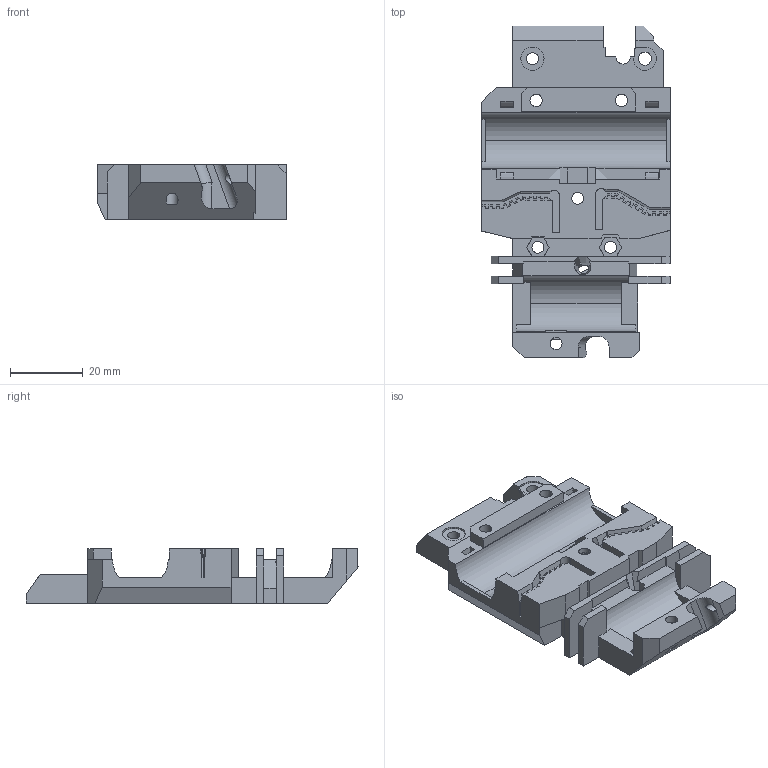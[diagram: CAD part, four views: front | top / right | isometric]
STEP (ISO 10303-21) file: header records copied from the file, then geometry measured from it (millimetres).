
FILE_DESCRIPTION (( 'STEP AP214' ), '1' );
FILE_NAME ('x-carriage_R4.STEP', '2019-02-17T20:01:12', ( '' ), ( '' ), 'SwSTEP 2.0', 'SolidWorks 2017', '' );
FILE_SCHEMA (( 'AUTOMOTIVE_DESIGN' ));
Length unit declared in the file: millimetre
Products named in the file (1): x-carriage_R4
Bounding box: 52 x 91.5 x 15 mm (x, y, z)
Volume: 33827.6 mm3; surface area: 18312.3 mm2
Topology: 2 solids, 5 shells, 554 faces, 1598 edges, 1055 vertices
Faces by surface type: plane 463, cylinder 66, cone 18, bspline 7
Entity records: 18493 total; most frequent: CARTESIAN_POINT 3830, ORIENTED_EDGE 3196, DIRECTION 2815, EDGE_CURVE 1598, VECTOR 1371, LINE 1371, VERTEX_POINT 1055, AXIS2_PLACEMENT_3D 722
